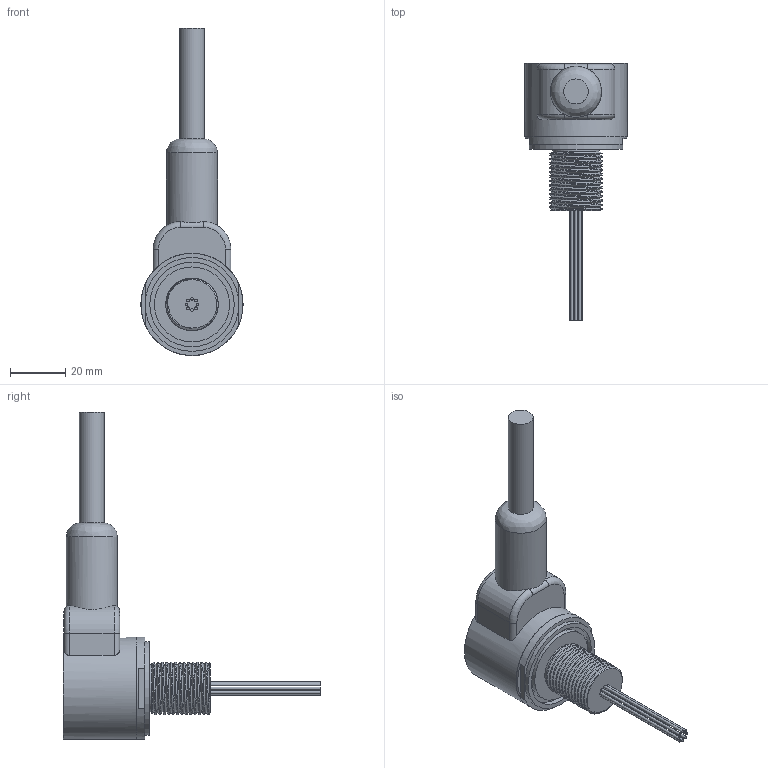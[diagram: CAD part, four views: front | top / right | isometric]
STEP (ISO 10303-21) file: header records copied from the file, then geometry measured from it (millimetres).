
FILE_DESCRIPTION(/* description */ (''),/* implementation_level */ '2;1');
FILE_NAME(/* name */ 'PNARA 3-4.stp',/* time_stamp */ '2014-11-28T11:34:10+01:00',/* author */ ('sh'),/* organization */ (''),/* preprocessor_version */ 'ST-DEVELOPER v15.2',/* originating_system */ 'Autodesk Inventor 2014',/* authorisation */ '');
FILE_SCHEMA (('AUTOMOTIVE_DESIGN { 1 0 10303 214 3 1 1 }'));
Length unit declared in the file: millimetre
Products named in the file (1): PNARA 3-4
Bounding box: 37.02 x 93.4 x 118.51 mm (x, y, z)
Volume: 56125.4 mm3; surface area: 13053.8 mm2
Topology: 1 solids, 1 shells, 61 faces, 127 edges, 82 vertices
Faces by surface type: plane 27, cylinder 25, torus 4, bspline 3, cone 2
Full cylindrical faces by diameter (mm): 1 x8, 9 x1, 17 x1, 18.5 x1, 27.2 x1, 30.6 x1, 34 x1, 37 x1, 37.02 x1
Entity records: 3965 total; most frequent: CARTESIAN_POINT 2670, DIRECTION 259, ORIENTED_EDGE 216, AXIS2_PLACEMENT_3D 116, EDGE_CURVE 108, EDGE_LOOP 91, VERTEX_POINT 79, ADVANCED_FACE 61
